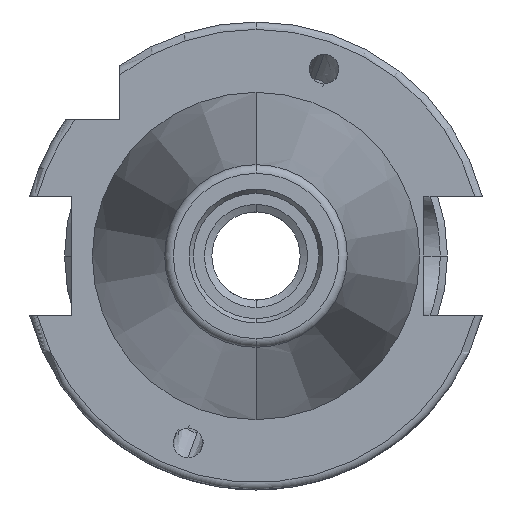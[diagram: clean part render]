
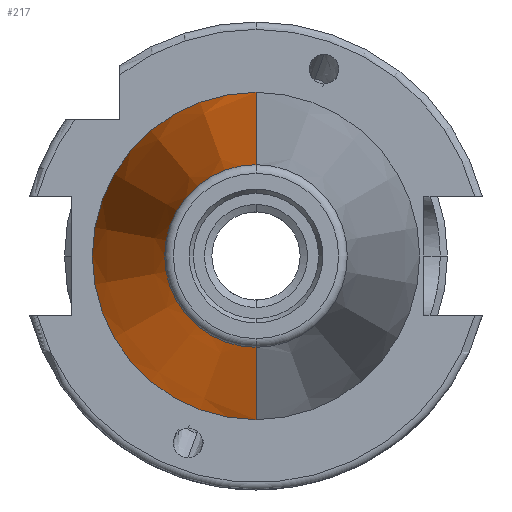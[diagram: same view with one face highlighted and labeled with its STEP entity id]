
A CAD part, left-side view. The second image highlights one B-rep face of the part: STEP entity #217.
In plain terms, the highlighted conical face has half-angle 8.297 degrees and reference radius 22.225 mm.
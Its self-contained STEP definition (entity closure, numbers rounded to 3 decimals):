
#217 = ADVANCED_FACE ( 'NONE', ( #1401 ), #6473, .T. ) ;
#408 = CARTESIAN_POINT ( 'NONE',  ( 0., 0., 0. ) ) ;
#1401 = FACE_OUTER_BOUND ( 'NONE', #3347, .T. ) ;
#1471 = CIRCLE ( 'NONE', #7741, 12.4 ) ;
#1756 = ORIENTED_EDGE ( 'NONE', *, *, #3616, .T. ) ;
#2271 = ORIENTED_EDGE ( 'NONE', *, *, #5155, .F. ) ;
#2345 = LINE ( 'NONE', #6954, #8436 ) ;
#2662 = VERTEX_POINT ( 'NONE', #6141 ) ;
#2721 = DIRECTION ( 'NONE',  ( 0., -1., 0. ) ) ;
#3310 = DIRECTION ( 'NONE',  ( 0.99, 0.144, 0. ) ) ;
#3347 = EDGE_LOOP ( 'NONE', ( #2271, #1756, #9930, #7379 ) ) ;
#3566 = DIRECTION ( 'NONE',  ( -1., 0., 0. ) ) ;
#3616 = EDGE_CURVE ( 'NONE', #4457, #9123, #2345, .T. ) ;
#4075 = CARTESIAN_POINT ( 'NONE',  ( -67.373, -12.4, 0. ) ) ;
#4457 = VERTEX_POINT ( 'NONE', #4075 ) ;
#4622 = DIRECTION ( 'NONE',  ( -1., 0., 0. ) ) ;
#5155 = EDGE_CURVE ( 'NONE', #4457, #2662, #1471, .T. ) ;
#5722 = CARTESIAN_POINT ( 'NONE',  ( 0., 22.225, 0. ) ) ;
#5778 = AXIS2_PLACEMENT_3D ( 'NONE', #408, #3566, #2721 ) ;
#5809 = AXIS2_PLACEMENT_3D ( 'NONE', #9896, #6879, #9287 ) ;
#6141 = CARTESIAN_POINT ( 'NONE',  ( -67.373, 12.4, 0. ) ) ;
#6297 = VECTOR ( 'NONE', #3310, 1000. ) ;
#6473 = CONICAL_SURFACE ( 'NONE', #5809, 22.225, 0.145 ) ;
#6879 = DIRECTION ( 'NONE',  ( 1., 0., 0. ) ) ;
#6950 = CIRCLE ( 'NONE', #5778, 22.225 ) ;
#6954 = CARTESIAN_POINT ( 'NONE',  ( 0., -22.225, 0. ) ) ;
#7379 = ORIENTED_EDGE ( 'NONE', *, *, #10093, .F. ) ;
#7659 = CARTESIAN_POINT ( 'NONE',  ( 0., 22.225, 0. ) ) ;
#7741 = AXIS2_PLACEMENT_3D ( 'NONE', #10180, #4622, #10140 ) ;
#8436 = VECTOR ( 'NONE', #10141, 1000. ) ;
#8897 = VERTEX_POINT ( 'NONE', #7659 ) ;
#9123 = VERTEX_POINT ( 'NONE', #9989 ) ;
#9159 = EDGE_CURVE ( 'NONE', #9123, #8897, #6950, .T. ) ;
#9287 = DIRECTION ( 'NONE',  ( 0., 1., 0. ) ) ;
#9643 = LINE ( 'NONE', #5722, #6297 ) ;
#9896 = CARTESIAN_POINT ( 'NONE',  ( 0., 0., 0. ) ) ;
#9930 = ORIENTED_EDGE ( 'NONE', *, *, #9159, .T. ) ;
#9989 = CARTESIAN_POINT ( 'NONE',  ( 0., -22.225, 0. ) ) ;
#10093 = EDGE_CURVE ( 'NONE', #2662, #8897, #9643, .T. ) ;
#10140 = DIRECTION ( 'NONE',  ( 0., -1., 0. ) ) ;
#10141 = DIRECTION ( 'NONE',  ( 0.99, -0.144, 0. ) ) ;
#10180 = CARTESIAN_POINT ( 'NONE',  ( -67.373, 0., 0. ) ) ;
